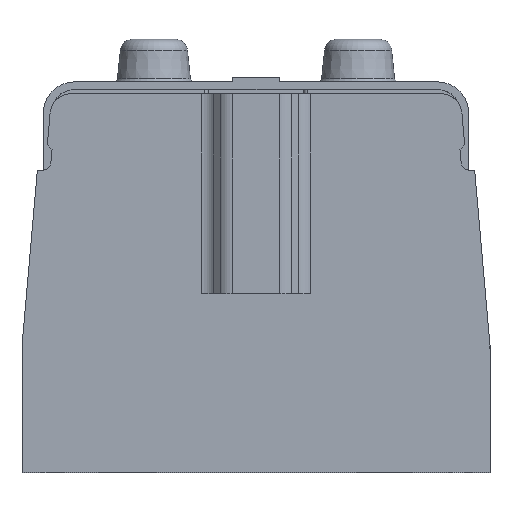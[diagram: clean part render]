
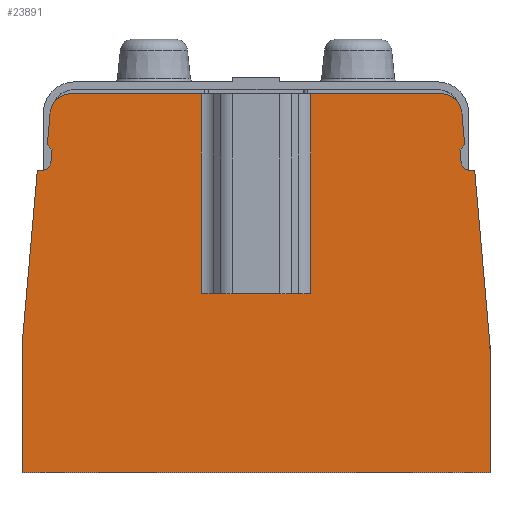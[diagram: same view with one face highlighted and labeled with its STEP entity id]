
A CAD part, top view. The second image highlights one B-rep face of the part: STEP entity #23891.
In plain terms, the highlighted planar face has unit normal (0, 0, 1).
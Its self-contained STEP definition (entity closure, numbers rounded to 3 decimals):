
#277=DIRECTION('',(-1.,0.,0.));
#278=VECTOR('',#277,30.562);
#279=CARTESIAN_POINT('',(43.419,44.5,21.));
#280=LINE('',#279,#278);
#309=DIRECTION('',(-1.,0.,0.));
#310=VECTOR('',#309,30.562);
#311=CARTESIAN_POINT('',(-12.857,44.5,21.));
#312=LINE('',#311,#310);
#966=DIRECTION('',(0.,-1.,0.));
#967=VECTOR('',#966,29.852);
#968=CARTESIAN_POINT('',(-55.,-14.648,21.));
#969=LINE('',#968,#967);
#1041=DIRECTION('',(1.,0.,0.));
#1042=VECTOR('',#1041,110.);
#1043=CARTESIAN_POINT('',(-55.,-44.5,21.));
#1044=LINE('',#1043,#1042);
#8994=DIRECTION('',(0.,1.,0.));
#8995=VECTOR('',#8994,29.852);
#8996=CARTESIAN_POINT('',(55.,-44.5,21.));
#8997=LINE('',#8996,#8995);
#9014=CARTESIAN_POINT('',(43.419,39.5,21.));
#9015=DIRECTION('',(0.,0.,-1.));
#9016=DIRECTION('',(0.,1.,0.));
#9017=AXIS2_PLACEMENT_3D('',#9014,#9015,#9016);
#9019=DIRECTION('',(0.087,-0.996,0.));
#9020=VECTOR('',#9019,7.464);
#9021=CARTESIAN_POINT('',(48.4,39.936,21.));
#9022=LINE('',#9021,#9020);
#9023=DIRECTION('',(-0.707,-0.707,0.));
#9024=VECTOR('',#9023,1.566);
#9025=CARTESIAN_POINT('',(49.05,32.5,21.));
#9026=LINE('',#9025,#9024);
#9027=DIRECTION('',(0.087,-0.996,0.));
#9028=VECTOR('',#9027,3.078);
#9029=CARTESIAN_POINT('',(47.943,31.392,21.));
#9030=LINE('',#9029,#9028);
#9031=CARTESIAN_POINT('',(50.203,28.5,21.));
#9032=DIRECTION('',(0.,0.,1.));
#9033=DIRECTION('',(-0.996,-0.087,0.));
#9034=AXIS2_PLACEMENT_3D('',#9031,#9032,#9033);
#9036=DIRECTION('',(0.087,-0.996,0.));
#9037=VECTOR('',#9036,41.306);
#9038=CARTESIAN_POINT('',(51.401,26.5,21.));
#9039=LINE('',#9038,#9037);
#9040=DIRECTION('',(0.087,0.996,0.));
#9041=VECTOR('',#9040,41.306);
#9042=CARTESIAN_POINT('',(-55.,-14.648,21.));
#9043=LINE('',#9042,#9041);
#9044=CARTESIAN_POINT('',(-50.203,28.5,21.));
#9045=DIRECTION('',(0.,0.,1.));
#9046=DIRECTION('',(0.,-1.,0.));
#9047=AXIS2_PLACEMENT_3D('',#9044,#9045,#9046);
#9049=DIRECTION('',(0.087,0.996,0.));
#9050=VECTOR('',#9049,3.078);
#9051=CARTESIAN_POINT('',(-48.21,28.326,21.));
#9052=LINE('',#9051,#9050);
#9053=DIRECTION('',(-0.707,0.707,0.));
#9054=VECTOR('',#9053,1.566);
#9055=CARTESIAN_POINT('',(-47.942,31.392,21.));
#9056=LINE('',#9055,#9054);
#9057=DIRECTION('',(0.087,0.996,0.));
#9058=VECTOR('',#9057,7.464);
#9059=CARTESIAN_POINT('',(-49.05,32.5,21.));
#9060=LINE('',#9059,#9058);
#9061=CARTESIAN_POINT('',(-43.418,39.5,21.));
#9062=DIRECTION('',(0.,0.,-1.));
#9063=DIRECTION('',(-0.996,0.087,0.));
#9064=AXIS2_PLACEMENT_3D('',#9061,#9062,#9063);
#9066=DIRECTION('',(-1.,0.,0.));
#9067=VECTOR('',#9066,25.714);
#9068=CARTESIAN_POINT('',(12.857,-2.5,21.));
#9069=LINE('',#9068,#9067);
#9098=DIRECTION('',(0.,1.,0.));
#9099=VECTOR('',#9098,47.);
#9100=CARTESIAN_POINT('',(-12.857,-2.5,21.));
#9101=LINE('',#9100,#9099);
#9134=DIRECTION('',(0.,-1.,0.));
#9135=VECTOR('',#9134,47.);
#9136=CARTESIAN_POINT('',(12.857,44.5,21.));
#9137=LINE('',#9136,#9135);
#9233=DIRECTION('',(-1.,0.,0.));
#9234=VECTOR('',#9233,1.197);
#9235=CARTESIAN_POINT('',(-50.203,26.5,21.));
#9236=LINE('',#9235,#9234);
#9769=DIRECTION('',(-1.,0.,0.));
#9770=VECTOR('',#9769,1.197);
#9771=CARTESIAN_POINT('',(51.401,26.5,21.));
#9772=LINE('',#9771,#9770);
#10625=CARTESIAN_POINT('',(12.857,-2.5,21.));
#10626=CARTESIAN_POINT('',(-12.857,-2.5,21.));
#10627=VERTEX_POINT('',#10625);
#10628=VERTEX_POINT('',#10626);
#10629=CARTESIAN_POINT('',(12.857,44.5,21.));
#10630=VERTEX_POINT('',#10629);
#10631=CARTESIAN_POINT('',(43.419,44.5,21.));
#10632=VERTEX_POINT('',#10631);
#10633=CARTESIAN_POINT('',(48.4,39.936,21.));
#10634=VERTEX_POINT('',#10633);
#10635=CARTESIAN_POINT('',(49.05,32.5,21.));
#10636=VERTEX_POINT('',#10635);
#10637=CARTESIAN_POINT('',(47.943,31.392,21.));
#10638=VERTEX_POINT('',#10637);
#10639=CARTESIAN_POINT('',(48.211,28.326,21.));
#10640=VERTEX_POINT('',#10639);
#10641=CARTESIAN_POINT('',(50.203,26.5,21.));
#10642=VERTEX_POINT('',#10641);
#10643=CARTESIAN_POINT('',(51.401,26.5,21.));
#10644=VERTEX_POINT('',#10643);
#10645=CARTESIAN_POINT('',(55.,-14.648,21.));
#10646=VERTEX_POINT('',#10645);
#10647=CARTESIAN_POINT('',(55.,-44.5,21.));
#10648=VERTEX_POINT('',#10647);
#10649=CARTESIAN_POINT('',(-55.,-44.5,21.));
#10650=VERTEX_POINT('',#10649);
#10651=CARTESIAN_POINT('',(-55.,-14.648,21.));
#10652=VERTEX_POINT('',#10651);
#10653=CARTESIAN_POINT('',(-51.4,26.5,21.));
#10654=VERTEX_POINT('',#10653);
#10655=CARTESIAN_POINT('',(-50.203,26.5,21.));
#10656=VERTEX_POINT('',#10655);
#10657=CARTESIAN_POINT('',(-48.21,28.326,21.));
#10658=VERTEX_POINT('',#10657);
#10659=CARTESIAN_POINT('',(-47.942,31.392,21.));
#10660=VERTEX_POINT('',#10659);
#10661=CARTESIAN_POINT('',(-49.05,32.5,21.));
#10662=VERTEX_POINT('',#10661);
#10663=CARTESIAN_POINT('',(-48.399,39.936,21.));
#10664=VERTEX_POINT('',#10663);
#10665=CARTESIAN_POINT('',(-43.418,44.5,21.));
#10666=VERTEX_POINT('',#10665);
#10667=CARTESIAN_POINT('',(-12.857,44.5,21.));
#10668=VERTEX_POINT('',#10667);
#23845=CARTESIAN_POINT('',(0.,0.,21.));
#23846=DIRECTION('',(0.,0.,1.));
#23847=DIRECTION('',(-1.,0.,0.));
#23848=AXIS2_PLACEMENT_3D('',#23845,#23846,#23847);
#23849=PLANE('',#23848);
#23851=ORIENTED_EDGE('',*,*,#23850,.F.);
#23853=ORIENTED_EDGE('',*,*,#23852,.F.);
#23854=ORIENTED_EDGE('',*,*,#13232,.F.);
#23856=ORIENTED_EDGE('',*,*,#23855,.T.);
#23858=ORIENTED_EDGE('',*,*,#23857,.T.);
#23860=ORIENTED_EDGE('',*,*,#23859,.T.);
#23862=ORIENTED_EDGE('',*,*,#23861,.T.);
#23864=ORIENTED_EDGE('',*,*,#23863,.T.);
#23866=ORIENTED_EDGE('',*,*,#23865,.F.);
#23868=ORIENTED_EDGE('',*,*,#23867,.T.);
#23869=ORIENTED_EDGE('',*,*,#23832,.F.);
#23870=ORIENTED_EDGE('',*,*,#14263,.F.);
#23871=ORIENTED_EDGE('',*,*,#14196,.F.);
#23873=ORIENTED_EDGE('',*,*,#23872,.T.);
#23875=ORIENTED_EDGE('',*,*,#23874,.F.);
#23877=ORIENTED_EDGE('',*,*,#23876,.T.);
#23879=ORIENTED_EDGE('',*,*,#23878,.T.);
#23881=ORIENTED_EDGE('',*,*,#23880,.T.);
#23883=ORIENTED_EDGE('',*,*,#23882,.T.);
#23885=ORIENTED_EDGE('',*,*,#23884,.T.);
#23886=ORIENTED_EDGE('',*,*,#13248,.F.);
#23888=ORIENTED_EDGE('',*,*,#23887,.F.);
#23889=EDGE_LOOP('',(#23851,#23853,#23854,#23856,#23858,#23860,#23862,#23864,
#23866,#23868,#23869,#23870,#23871,#23873,#23875,#23877,#23879,#23881,#23883,
#23885,#23886,#23888));
#23890=FACE_OUTER_BOUND('',#23889,.F.);
#9018=CIRCLE('',#9017,5.);
#9035=CIRCLE('',#9034,2.);
#9048=CIRCLE('',#9047,2.);
#9065=CIRCLE('',#9064,5.);
#13232=EDGE_CURVE('',#10632,#10630,#280,.T.);
#13248=EDGE_CURVE('',#10668,#10666,#312,.T.);
#14196=EDGE_CURVE('',#10652,#10650,#969,.T.);
#14263=EDGE_CURVE('',#10650,#10648,#1044,.T.);
#23832=EDGE_CURVE('',#10648,#10646,#8997,.T.);
#23850=EDGE_CURVE('',#10627,#10628,#9069,.T.);
#23852=EDGE_CURVE('',#10630,#10627,#9137,.T.);
#23855=EDGE_CURVE('',#10632,#10634,#9018,.T.);
#23857=EDGE_CURVE('',#10634,#10636,#9022,.T.);
#23859=EDGE_CURVE('',#10636,#10638,#9026,.T.);
#23861=EDGE_CURVE('',#10638,#10640,#9030,.T.);
#23863=EDGE_CURVE('',#10640,#10642,#9035,.T.);
#23865=EDGE_CURVE('',#10644,#10642,#9772,.T.);
#23867=EDGE_CURVE('',#10644,#10646,#9039,.T.);
#23872=EDGE_CURVE('',#10652,#10654,#9043,.T.);
#23874=EDGE_CURVE('',#10656,#10654,#9236,.T.);
#23876=EDGE_CURVE('',#10656,#10658,#9048,.T.);
#23878=EDGE_CURVE('',#10658,#10660,#9052,.T.);
#23880=EDGE_CURVE('',#10660,#10662,#9056,.T.);
#23882=EDGE_CURVE('',#10662,#10664,#9060,.T.);
#23884=EDGE_CURVE('',#10664,#10666,#9065,.T.);
#23887=EDGE_CURVE('',#10628,#10668,#9101,.T.);
#23891=ADVANCED_FACE('',(#23890),#23849,.T.);
